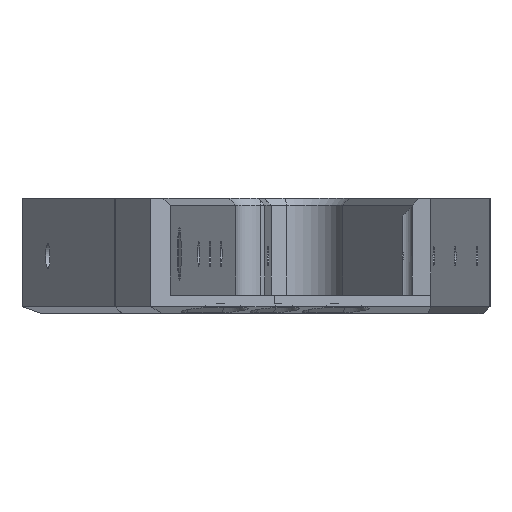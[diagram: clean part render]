
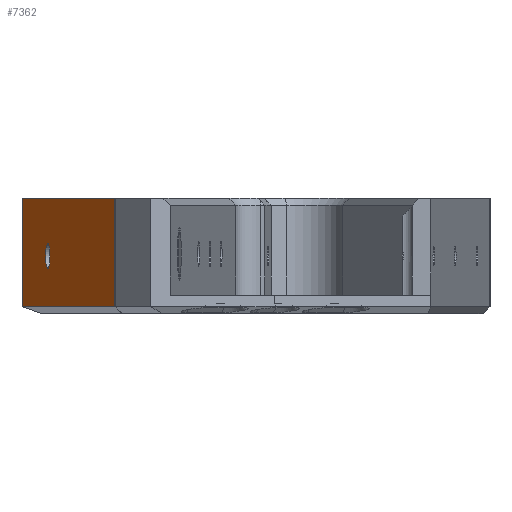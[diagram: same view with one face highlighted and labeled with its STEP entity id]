
A CAD part, left-side view. The second image highlights one B-rep face of the part: STEP entity #7362.
In plain terms, the highlighted planar face has unit normal (-0.174, 0.985, 0).
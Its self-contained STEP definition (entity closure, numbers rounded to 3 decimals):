
#265=FACE_BOUND('',#1347,.T.);
#266=FACE_BOUND('',#1348,.T.);
#432=PLANE('',#8150);
#853=FACE_OUTER_BOUND('',#1346,.T.);
#1346=EDGE_LOOP('',(#6827,#6828,#6829,#6830));
#1347=EDGE_LOOP('',(#6831));
#1348=EDGE_LOOP('',(#6832));
#1441=LINE('',#10728,#2104);
#1888=LINE('',#12607,#2551);
#1910=LINE('',#12675,#2573);
#2006=LINE('',#12956,#2669);
#2104=VECTOR('',#8471,10.);
#2551=VECTOR('',#9926,10.);
#2573=VECTOR('',#10014,10.);
#2669=VECTOR('',#10338,10.);
#3019=CIRCLE('',#8110,2.75);
#3032=CIRCLE('',#8139,2.1);
#3190=VERTEX_POINT('',#10725);
#3191=VERTEX_POINT('',#10727);
#3530=VERTEX_POINT('',#12129);
#3591=VERTEX_POINT('',#12605);
#3656=VERTEX_POINT('',#12893);
#3669=VERTEX_POINT('',#12951);
#3851=EDGE_CURVE('',#3190,#3191,#1441,.T.);
#4545=EDGE_CURVE('',#3591,#3530,#1888,.T.);
#4579=EDGE_CURVE('',#3530,#3190,#1910,.T.);
#4686=EDGE_CURVE('',#3656,#3656,#3019,.T.);
#4715=EDGE_CURVE('',#3669,#3669,#3032,.T.);
#4718=EDGE_CURVE('',#3191,#3591,#2006,.T.);
#6827=ORIENTED_EDGE('',*,*,#4545,.F.);
#6828=ORIENTED_EDGE('',*,*,#4718,.F.);
#6829=ORIENTED_EDGE('',*,*,#3851,.F.);
#6830=ORIENTED_EDGE('',*,*,#4579,.F.);
#6831=ORIENTED_EDGE('',*,*,#4715,.T.);
#6832=ORIENTED_EDGE('',*,*,#4686,.T.);
#7362=ADVANCED_FACE('',(#853,#265,#266),#432,.T.);
#8110=AXIS2_PLACEMENT_3D('',#12894,#10258,#10259);
#8139=AXIS2_PLACEMENT_3D('',#12952,#10332,#10333);
#8150=AXIS2_PLACEMENT_3D('',#12972,#10362,#10363);
#8471=DIRECTION('',(-0.985,-0.174,0.));
#9926=DIRECTION('',(0.985,0.174,0.));
#10014=DIRECTION('',(0.,0.,1.));
#10258=DIRECTION('center_axis',(0.174,-0.985,0.));
#10259=DIRECTION('ref_axis',(0.,0.,1.));
#10332=DIRECTION('center_axis',(0.174,-0.985,0.));
#10333=DIRECTION('ref_axis',(0.,0.,1.));
#10338=DIRECTION('',(0.,0.,-1.));
#10362=DIRECTION('center_axis',(-0.174,0.985,0.));
#10363=DIRECTION('ref_axis',(-0.985,-0.174,0.));
#10725=CARTESIAN_POINT('',(408.613,47.605,25.));
#10727=CARTESIAN_POINT('',(155.189,2.92,25.));
#10728=CARTESIAN_POINT('',(153.63,2.645,25.));
#12129=CARTESIAN_POINT('',(408.613,47.605,1.5));
#12605=CARTESIAN_POINT('',(155.189,2.92,1.5));
#12607=CARTESIAN_POINT('',(206.922,12.042,1.5));
#12675=CARTESIAN_POINT('',(408.613,47.605,0.));
#12893=CARTESIAN_POINT('',(376.902,42.014,9.75));
#12894=CARTESIAN_POINT('Origin',(376.902,42.014,12.5));
#12951=CARTESIAN_POINT('',(189.788,9.02,10.4));
#12952=CARTESIAN_POINT('Origin',(189.788,9.02,12.5));
#12956=CARTESIAN_POINT('',(155.189,2.92,0.));
#12972=CARTESIAN_POINT('Origin',(408.613,47.605,0.));
